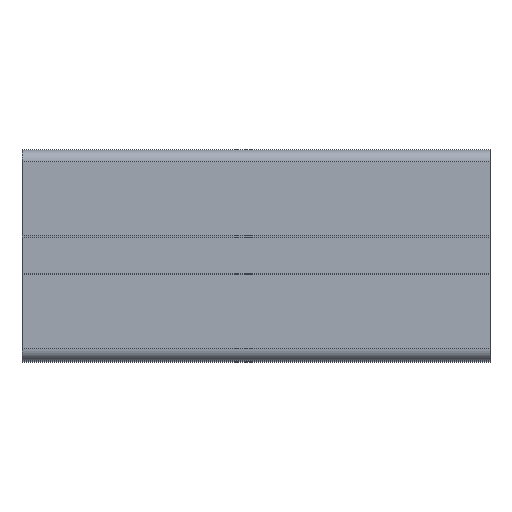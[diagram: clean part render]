
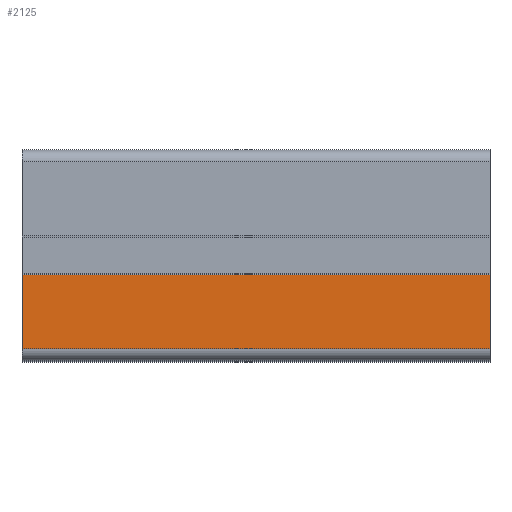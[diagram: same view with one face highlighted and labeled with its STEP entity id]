
A CAD part, top view. The second image highlights one B-rep face of the part: STEP entity #2125.
In plain terms, the highlighted planar face has unit normal (0, 0, 1).
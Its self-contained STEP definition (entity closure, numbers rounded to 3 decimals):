
#573 = EDGE_CURVE ( 'NONE', #4642, #1396, #5295, .T. ) ;
#587 = EDGE_LOOP ( 'NONE', ( #6552, #6356, #4784, #800 ) ) ;
#725 = DIRECTION ( 'NONE',  ( -1., 0., 0. ) ) ;
#800 = ORIENTED_EDGE ( 'NONE', *, *, #573, .T. ) ;
#961 = VERTEX_POINT ( 'NONE', #2520 ) ;
#968 = LINE ( 'NONE', #4986, #4881 ) ;
#1291 = LINE ( 'NONE', #2690, #1370 ) ;
#1370 = VECTOR ( 'NONE', #2073, 1000. ) ;
#1396 = VERTEX_POINT ( 'NONE', #2009 ) ;
#2009 = CARTESIAN_POINT ( 'NONE',  ( -40.816, 50.748, 67.5 ) ) ;
#2073 = DIRECTION ( 'NONE',  ( 0., -1., 0. ) ) ;
#2125 = ADVANCED_FACE ( 'NONE', ( #6528 ), #3302, .F. ) ;
#2464 = EDGE_CURVE ( 'NONE', #4642, #5202, #968, .T. ) ;
#2520 = CARTESIAN_POINT ( 'NONE',  ( -40.816, 34.898, 67.5 ) ) ;
#2690 = CARTESIAN_POINT ( 'NONE',  ( -40.816, 34.898, 67.5 ) ) ;
#3010 = EDGE_CURVE ( 'NONE', #5202, #961, #6316, .T. ) ;
#3229 = CARTESIAN_POINT ( 'NONE',  ( 59.184, 34.898, 67.5 ) ) ;
#3302 = PLANE ( 'NONE',  #3397 ) ;
#3376 = VECTOR ( 'NONE', #5484, 1000. ) ;
#3397 = AXIS2_PLACEMENT_3D ( 'NONE', #6373, #6345, #725 ) ;
#3524 = EDGE_CURVE ( 'NONE', #1396, #961, #1291, .T. ) ;
#3922 = DIRECTION ( 'NONE',  ( -1., 0., 0. ) ) ;
#4187 = VECTOR ( 'NONE', #3922, 1000. ) ;
#4450 = CARTESIAN_POINT ( 'NONE',  ( 59.184, 50.748, 67.5 ) ) ;
#4642 = VERTEX_POINT ( 'NONE', #5653 ) ;
#4784 = ORIENTED_EDGE ( 'NONE', *, *, #2464, .F. ) ;
#4881 = VECTOR ( 'NONE', #6537, 1000. ) ;
#4986 = CARTESIAN_POINT ( 'NONE',  ( 59.184, 34.898, 67.5 ) ) ;
#5202 = VERTEX_POINT ( 'NONE', #3229 ) ;
#5295 = LINE ( 'NONE', #4450, #4187 ) ;
#5484 = DIRECTION ( 'NONE',  ( -1., 0., 0. ) ) ;
#5653 = CARTESIAN_POINT ( 'NONE',  ( 59.184, 50.748, 67.5 ) ) ;
#6055 = CARTESIAN_POINT ( 'NONE',  ( 59.184, 34.898, 67.5 ) ) ;
#6316 = LINE ( 'NONE', #6055, #3376 ) ;
#6345 = DIRECTION ( 'NONE',  ( 0., 0., -1. ) ) ;
#6356 = ORIENTED_EDGE ( 'NONE', *, *, #3010, .F. ) ;
#6373 = CARTESIAN_POINT ( 'NONE',  ( 59.184, 34.898, 67.5 ) ) ;
#6528 = FACE_OUTER_BOUND ( 'NONE', #587, .T. ) ;
#6537 = DIRECTION ( 'NONE',  ( 0., -1., 0. ) ) ;
#6552 = ORIENTED_EDGE ( 'NONE', *, *, #3524, .T. ) ;
